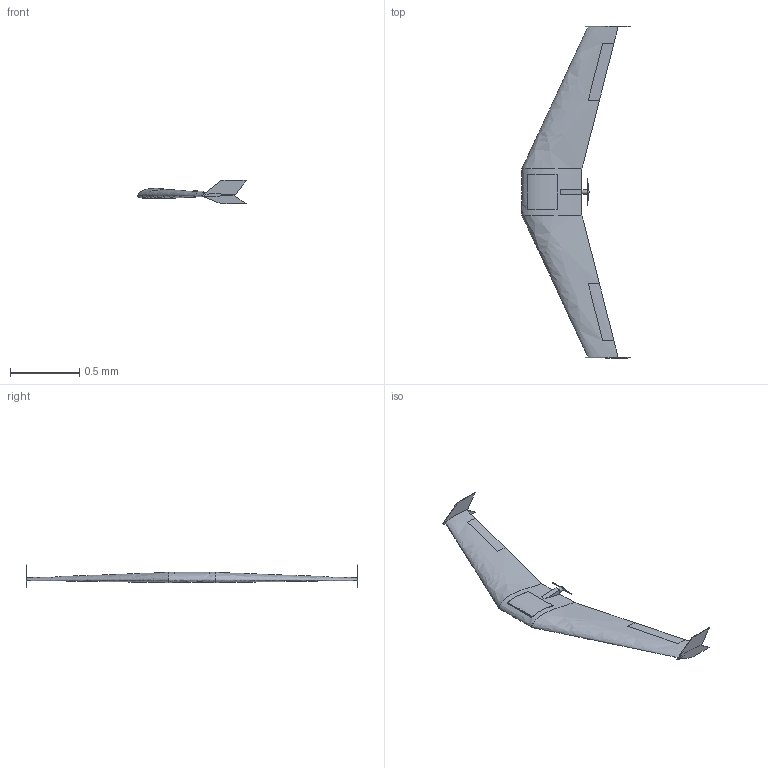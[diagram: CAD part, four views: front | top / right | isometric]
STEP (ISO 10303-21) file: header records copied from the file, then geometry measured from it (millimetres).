
FILE_DESCRIPTION(('Open CASCADE Model'),'2;1');
FILE_NAME('Open CASCADE Shape Model','2023-06-05T21:53:47',('Author'),( 'Open CASCADE'),'ParaPy 1.10.0 - Open CASCADE STEP processor 7.3', 'ParaPy 1.10.0 - Open CASCADE 7.3','Unknown');
FILE_SCHEMA(('AUTOMOTIVE_DESIGN { 1 0 10303 214 1 1 1 1 }'));
Length unit declared in the file: millimetre
Products named in the file (15): main_body; compartment_cover; motor_mount; wing_right; wing_left; elevon_right; elevon_left; winglet_right; winglet_left; motor; propeller_hub; propeller_blade_right; propeller_blade_left; payload; battery
Bounding box: 0.78 x 2.4 x 0.17 mm (x, y, z)
Volume: 0 mm3; surface area: 2.3 mm2
Topology: 15 solids, 15 shells, 81 faces, 142 edges, 92 vertices
Faces by surface type: plane 59, bspline 14, cylinder 6, extrusion 2
Full cylindrical faces by diameter (mm): 0.014 x1, 0.034 x1
Entity records: 7659 total; most frequent: CARTESIAN_POINT 4705, DIRECTION 359, ORIENTED_EDGE 284, PCURVE 284, DEFINITIONAL_REPRESENTATION 284, B_SPLINE_CURVE_WITH_KNOTS 211, VECTOR 195, LINE 193
